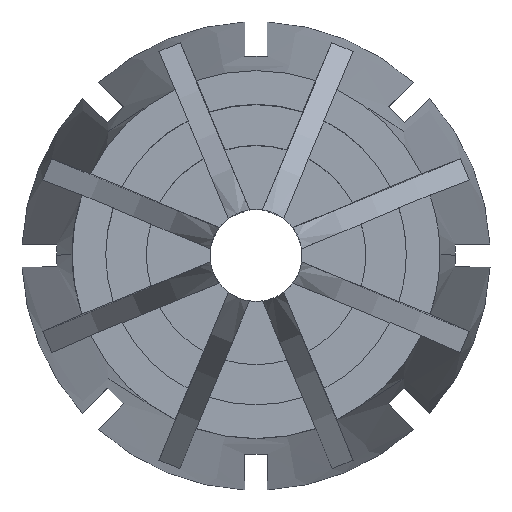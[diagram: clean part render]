
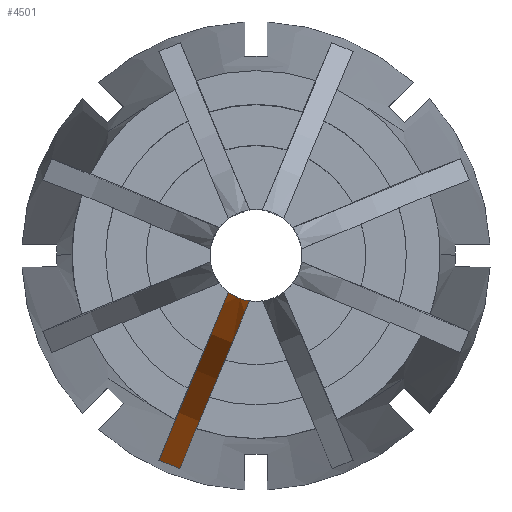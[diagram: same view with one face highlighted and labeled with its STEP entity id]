
A CAD part, top view. The second image highlights one B-rep face of the part: STEP entity #4501.
In plain terms, the highlighted cylindrical face has radius 15 mm (diameter 30 mm), a partial arc.
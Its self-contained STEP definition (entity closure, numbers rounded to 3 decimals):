
#127 = CARTESIAN_POINT ( 'NONE',  ( -0.902, -1.198, -15.468 ) ) ;
#184 = DIRECTION ( 'NONE',  ( 0.383, 0.924, 0. ) ) ;
#227 = CYLINDRICAL_SURFACE ( 'NONE', #4015, 15. ) ;
#232 = ORIENTED_EDGE ( 'NONE', *, *, #1144, .T. ) ;
#386 = FACE_OUTER_BOUND ( 'NONE', #5912, .T. ) ;
#442 = CARTESIAN_POINT ( 'NONE',  ( -1.054, -1.585, -16.4 ) ) ;
#513 = ORIENTED_EDGE ( 'NONE', *, *, #4858, .T. ) ;
#547 = CARTESIAN_POINT ( 'NONE',  ( -1.047, -1.578, -16.382 ) ) ;
#566 = ORIENTED_EDGE ( 'NONE', *, *, #3330, .T. ) ;
#709 = ORIENTED_EDGE ( 'NONE', *, *, #2509, .F. ) ;
#763 = CIRCLE ( 'NONE', #4815, 15. ) ;
#798 = VERTEX_POINT ( 'NONE', #3519 ) ;
#817 = CARTESIAN_POINT ( 'NONE',  ( -0.45, -1.437, -15.584 ) ) ;
#832 = EDGE_CURVE ( 'NONE', #2578, #1604, #5161, .T. ) ;
#895 = B_SPLINE_CURVE_WITH_KNOTS ( 'NONE', 3,
 ( #1335, #1786, #5470, #2714 ),
 .UNSPECIFIED., .F., .F.,
 ( 4, 4 ),
 ( 0.003, 0.004 ),
 .UNSPECIFIED. ) ;
#903 = ORIENTED_EDGE ( 'NONE', *, *, #832, .F. ) ;
#913 = CARTESIAN_POINT ( 'NONE',  ( -1.068, -1.598, -16.437 ) ) ;
#1053 = DIRECTION ( 'NONE',  ( 0.924, -0.383, 0. ) ) ;
#1087 = EDGE_CURVE ( 'NONE', #3006, #798, #895, .T. ) ;
#1144 = EDGE_CURVE ( 'NONE', #1635, #5331, #5783, .T. ) ;
#1218 = EDGE_CURVE ( 'NONE', #2578, #2522, #763, .T. ) ;
#1224 = CARTESIAN_POINT ( 'NONE',  ( -0.364, -1.858, -16.377 ) ) ;
#1248 = CARTESIAN_POINT ( 'NONE',  ( -0.368, -1.858, -16.379 ) ) ;
#1278 = CARTESIAN_POINT ( 'NONE',  ( -0.811, -1.267, -15.539 ) ) ;
#1308 = CARTESIAN_POINT ( 'NONE',  ( -0.375, -1.866, -16.4 ) ) ;
#1335 = CARTESIAN_POINT ( 'NONE',  ( -2.473, -6.95, -22.535 ) ) ;
#1363 = CARTESIAN_POINT ( 'NONE',  ( -1.047, -1.578, -16.382 ) ) ;
#1489 = DIRECTION ( 'NONE',  ( 0.924, -0.383, 0. ) ) ;
#1554 = CARTESIAN_POINT ( 'NONE',  ( -2.473, -6.95, -22.535 ) ) ;
#1604 = VERTEX_POINT ( 'NONE', #5118 ) ;
#1607 = ORIENTED_EDGE ( 'NONE', *, *, #1218, .T. ) ;
#1635 = VERTEX_POINT ( 'NONE', #547 ) ;
#1699 = ORIENTED_EDGE ( 'NONE', *, *, #5660, .F. ) ;
#1716 = CARTESIAN_POINT ( 'NONE',  ( -0.371, -1.857, -16.381 ) ) ;
#1761 = ORIENTED_EDGE ( 'NONE', *, *, #2993, .F. ) ;
#1766 = CARTESIAN_POINT ( 'NONE',  ( -0.375, -1.876, -16.419 ) ) ;
#1786 = CARTESIAN_POINT ( 'NONE',  ( -2.709, -6.867, -22.544 ) ) ;
#2270 = DIRECTION ( 'NONE',  ( 0.924, -0.383, 0. ) ) ;
#2287 = DIRECTION ( 'NONE',  ( 0.383, 0.924, 0. ) ) ;
#2319 = CARTESIAN_POINT ( 'NONE',  ( -0.209, -1.485, -15.468 ) ) ;
#2433 = DIRECTION ( 'NONE',  ( 0.924, -0.383, 0. ) ) ;
#2509 = EDGE_CURVE ( 'NONE', #1635, #3098, #5706, .T. ) ;
#2521 = CIRCLE ( 'NONE', #3357, 15. ) ;
#2522 = VERTEX_POINT ( 'NONE', #2319 ) ;
#2578 = VERTEX_POINT ( 'NONE', #4194 ) ;
#2639 = CARTESIAN_POINT ( 'NONE',  ( -0.375, -1.856, -16.382 ) ) ;
#2714 = CARTESIAN_POINT ( 'NONE',  ( -3.166, -6.663, -22.535 ) ) ;
#2761 = CARTESIAN_POINT ( 'NONE',  ( -1.057, -1.571, -16.377 ) ) ;
#2862 = ORIENTED_EDGE ( 'NONE', *, *, #1087, .F. ) ;
#2944 = DIRECTION ( 'NONE',  ( 0.924, -0.383, 0. ) ) ;
#2993 = EDGE_CURVE ( 'NONE', #3098, #4682, #4120, .T. ) ;
#3006 = VERTEX_POINT ( 'NONE', #1554 ) ;
#3092 =( BOUNDED_CURVE ( )  B_SPLINE_CURVE ( 3, ( #4490, #1308, #1766, #4990 ),
 .UNSPECIFIED., .F., .F. ) 
 B_SPLINE_CURVE_WITH_KNOTS ( ( 4, 4 ),
 ( 3.593, 3.597 ),
 .UNSPECIFIED. ) 
 CURVE ( )  GEOMETRIC_REPRESENTATION_ITEM ( )  RATIONAL_B_SPLINE_CURVE ( ( 1., 1., 1., 1. ) ) 
 REPRESENTATION_ITEM ( '' )  );
#3098 = VERTEX_POINT ( 'NONE', #3435 ) ;
#3102 = CARTESIAN_POINT ( 'NONE',  ( -0.323, -1.469, -15.539 ) ) ;
#3330 = EDGE_CURVE ( 'NONE', #3006, #4292, #4192, .T. ) ;
#3357 = AXIS2_PLACEMENT_3D ( 'NONE', #5699, #2944, #184 ) ;
#3435 = CARTESIAN_POINT ( 'NONE',  ( -1.057, -1.571, -16.377 ) ) ;
#3519 = CARTESIAN_POINT ( 'NONE',  ( -3.166, -6.663, -22.535 ) ) ;
#3524 = CARTESIAN_POINT ( 'NONE',  ( -0.209, -1.485, -15.468 ) ) ;
#3575 = CARTESIAN_POINT ( 'NONE',  ( -1.068, -1.598, -16.437 ) ) ;
#3635 = CARTESIAN_POINT ( 'NONE',  ( -1.061, -1.591, -16.419 ) ) ;
#3768 = B_SPLINE_CURVE_WITH_KNOTS ( 'NONE', 3,
 ( #3524, #3102, #817, #4014, #1278, #4483 ),
 .UNSPECIFIED., .F., .F.,
 ( 4, 2, 4 ),
 ( 0., 0., 0.001 ),
 .UNSPECIFIED. ) ;
#3782 = CARTESIAN_POINT ( 'NONE',  ( -5.53, -14.331, -9.84 ) ) ;
#3872 = CARTESIAN_POINT ( 'NONE',  ( -0.375, -1.885, -16.437 ) ) ;
#4015 = AXIS2_PLACEMENT_3D ( 'NONE', #5046, #2270, #2287 ) ;
#4014 = CARTESIAN_POINT ( 'NONE',  ( -0.697, -1.335, -15.584 ) ) ;
#4120 = CIRCLE ( 'NONE', #4855, 15. ) ;
#4192 = CIRCLE ( 'NONE', #5534, 15. ) ;
#4194 = CARTESIAN_POINT ( 'NONE',  ( -0.364, -1.858, -16.377 ) ) ;
#4220 = CARTESIAN_POINT ( 'NONE',  ( -6.223, -14.044, -9.84 ) ) ;
#4259 = DIRECTION ( 'NONE',  ( 0.383, 0.924, 0. ) ) ;
#4292 = VERTEX_POINT ( 'NONE', #3872 ) ;
#4483 = CARTESIAN_POINT ( 'NONE',  ( -0.902, -1.198, -15.468 ) ) ;
#4490 = CARTESIAN_POINT ( 'NONE',  ( -0.375, -1.856, -16.382 ) ) ;
#4501 = ADVANCED_FACE ( 'NONE', ( #386 ), #227, .F. ) ;
#4682 = VERTEX_POINT ( 'NONE', #127 ) ;
#4694 = DIRECTION ( 'NONE',  ( 0.383, 0.924, 0. ) ) ;
#4815 = AXIS2_PLACEMENT_3D ( 'NONE', #3782, #1053, #4259 ) ;
#4855 = AXIS2_PLACEMENT_3D ( 'NONE', #4220, #1489, #4694 ) ;
#4858 = EDGE_CURVE ( 'NONE', #2522, #4682, #3768, .T. ) ;
#4990 = CARTESIAN_POINT ( 'NONE',  ( -0.375, -1.885, -16.437 ) ) ;
#5033 = CARTESIAN_POINT ( 'NONE',  ( -1.047, -1.578, -16.382 ) ) ;
#5046 = CARTESIAN_POINT ( 'NONE',  ( -6.223, -14.044, -9.84 ) ) ;
#5064 = CARTESIAN_POINT ( 'NONE',  ( -1.051, -1.576, -16.381 ) ) ;
#5118 = CARTESIAN_POINT ( 'NONE',  ( -0.375, -1.856, -16.382 ) ) ;
#5161 = B_SPLINE_CURVE_WITH_KNOTS ( 'NONE', 3,
 ( #1224, #1248, #1716, #2639 ),
 .UNSPECIFIED., .F., .F.,
 ( 4, 4 ),
 ( 0., 0. ),
 .UNSPECIFIED. ) ;
#5190 = CARTESIAN_POINT ( 'NONE',  ( -5.53, -14.331, -9.84 ) ) ;
#5323 = ORIENTED_EDGE ( 'NONE', *, *, #5342, .F. ) ;
#5331 = VERTEX_POINT ( 'NONE', #3575 ) ;
#5342 = EDGE_CURVE ( 'NONE', #1604, #4292, #3092, .T. ) ;
#5470 = CARTESIAN_POINT ( 'NONE',  ( -2.94, -6.771, -22.544 ) ) ;
#5520 = CARTESIAN_POINT ( 'NONE',  ( -1.054, -1.573, -16.379 ) ) ;
#5534 = AXIS2_PLACEMENT_3D ( 'NONE', #5190, #2433, #5652 ) ;
#5652 = DIRECTION ( 'NONE',  ( 0.383, 0.924, 0. ) ) ;
#5660 = EDGE_CURVE ( 'NONE', #798, #5331, #2521, .T. ) ;
#5699 = CARTESIAN_POINT ( 'NONE',  ( -6.223, -14.044, -9.84 ) ) ;
#5706 = B_SPLINE_CURVE_WITH_KNOTS ( 'NONE', 3,
 ( #1363, #5064, #5520, #2761 ),
 .UNSPECIFIED., .F., .F.,
 ( 4, 4 ),
 ( 0., 0. ),
 .UNSPECIFIED. ) ;
#5783 =( BOUNDED_CURVE ( )  B_SPLINE_CURVE ( 3, ( #5033, #442, #3635, #913 ),
 .UNSPECIFIED., .F., .F. ) 
 B_SPLINE_CURVE_WITH_KNOTS ( ( 4, 4 ),
 ( 0.451, 0.455 ),
 .UNSPECIFIED. ) 
 CURVE ( )  GEOMETRIC_REPRESENTATION_ITEM ( )  RATIONAL_B_SPLINE_CURVE ( ( 1., 1., 1., 1. ) ) 
 REPRESENTATION_ITEM ( '' )  );
#5912 = EDGE_LOOP ( 'NONE', ( #566, #5323, #903, #1607, #513, #1761, #709, #232, #1699, #2862 ) ) ;
